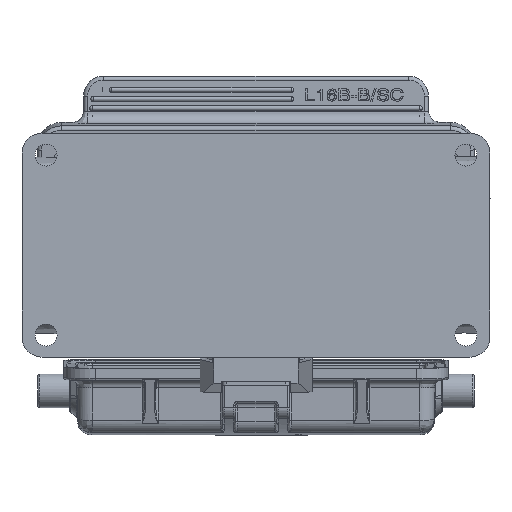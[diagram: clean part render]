
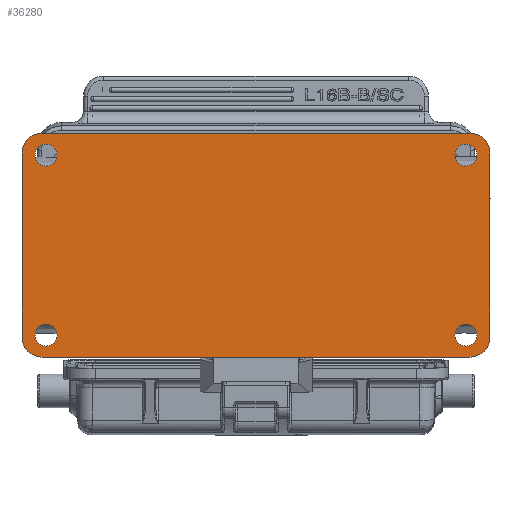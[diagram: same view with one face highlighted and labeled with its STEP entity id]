
A CAD part, front view. The second image highlights one B-rep face of the part: STEP entity #36280.
In plain terms, the highlighted planar face has unit normal (0, -1, 0).
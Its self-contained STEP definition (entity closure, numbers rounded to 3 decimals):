
#2460=DIRECTION('',(0.,0.,-1.));
#2461=VECTOR('',#2460,46.);
#2462=CARTESIAN_POINT('',(1.,0.,-5.));
#2463=LINE('',#2462,#2461);
#3870=DIRECTION('',(0.,0.,1.));
#3871=VECTOR('',#3870,46.);
#3872=CARTESIAN_POINT('',(118.,0.,-51.));
#3873=LINE('',#3872,#3871);
#3892=DIRECTION('',(-1.,0.,0.));
#3893=VECTOR('',#3892,107.);
#3894=CARTESIAN_POINT('',(113.,0.,0.));
#3895=LINE('',#3894,#3893);
#4871=CARTESIAN_POINT('',(113.,0.,-51.));
#4872=DIRECTION('',(0.,1.,0.));
#4873=DIRECTION('',(1.,0.,0.));
#4874=AXIS2_PLACEMENT_3D('',#4871,#4872,#4873);
#4876=DIRECTION('',(-1.,0.,0.));
#4877=VECTOR('',#4876,107.);
#4878=CARTESIAN_POINT('',(113.,0.,-56.));
#4879=LINE('',#4878,#4877);
#4880=CARTESIAN_POINT('',(6.,0.,-51.));
#4881=DIRECTION('',(0.,1.,0.));
#4882=DIRECTION('',(0.,0.,-1.));
#4883=AXIS2_PLACEMENT_3D('',#4880,#4881,#4882);
#4885=CARTESIAN_POINT('',(6.,0.,-5.));
#4886=DIRECTION('',(0.,1.,0.));
#4887=DIRECTION('',(-1.,0.,0.));
#4888=AXIS2_PLACEMENT_3D('',#4885,#4886,#4887);
#4890=CARTESIAN_POINT('',(113.,0.,-5.));
#4891=DIRECTION('',(0.,1.,0.));
#4892=DIRECTION('',(0.,0.,1.));
#4893=AXIS2_PLACEMENT_3D('',#4890,#4891,#4892);
#4895=CARTESIAN_POINT('',(7.,0.,-5.5));
#4896=DIRECTION('',(0.,-1.,0.));
#4897=DIRECTION('',(0.,0.,1.));
#4898=AXIS2_PLACEMENT_3D('',#4895,#4896,#4897);
#4900=CARTESIAN_POINT('',(7.,0.,-5.5));
#4901=DIRECTION('',(0.,-1.,0.));
#4902=DIRECTION('',(0.,0.,-1.));
#4903=AXIS2_PLACEMENT_3D('',#4900,#4901,#4902);
#4905=CARTESIAN_POINT('',(7.,0.,-50.5));
#4906=DIRECTION('',(0.,-1.,0.));
#4907=DIRECTION('',(0.,0.,1.));
#4908=AXIS2_PLACEMENT_3D('',#4905,#4906,#4907);
#4910=CARTESIAN_POINT('',(7.,0.,-50.5));
#4911=DIRECTION('',(0.,-1.,0.));
#4912=DIRECTION('',(0.,0.,-1.));
#4913=AXIS2_PLACEMENT_3D('',#4910,#4911,#4912);
#4915=CARTESIAN_POINT('',(112.,0.,-50.5));
#4916=DIRECTION('',(0.,-1.,0.));
#4917=DIRECTION('',(0.,0.,1.));
#4918=AXIS2_PLACEMENT_3D('',#4915,#4916,#4917);
#4920=CARTESIAN_POINT('',(112.,0.,-50.5));
#4921=DIRECTION('',(0.,-1.,0.));
#4922=DIRECTION('',(0.,0.,-1.));
#4923=AXIS2_PLACEMENT_3D('',#4920,#4921,#4922);
#4925=CARTESIAN_POINT('',(112.,0.,-5.5));
#4926=DIRECTION('',(0.,-1.,0.));
#4927=DIRECTION('',(0.,0.,1.));
#4928=AXIS2_PLACEMENT_3D('',#4925,#4926,#4927);
#4930=CARTESIAN_POINT('',(112.,0.,-5.5));
#4931=DIRECTION('',(0.,-1.,0.));
#4932=DIRECTION('',(0.,0.,-1.));
#4933=AXIS2_PLACEMENT_3D('',#4930,#4931,#4932);
#23447=CARTESIAN_POINT('',(1.,0.,-5.));
#23448=VERTEX_POINT('',#23447);
#23449=CARTESIAN_POINT('',(1.,0.,-51.));
#23450=VERTEX_POINT('',#23449);
#23721=CARTESIAN_POINT('',(118.,0.,-5.));
#23723=VERTEX_POINT('',#23721);
#23747=CARTESIAN_POINT('',(118.,0.,-51.));
#23748=VERTEX_POINT('',#23747);
#23749=CARTESIAN_POINT('',(113.,0.,0.));
#23751=VERTEX_POINT('',#23749);
#23755=CARTESIAN_POINT('',(6.,0.,0.));
#23756=VERTEX_POINT('',#23755);
#23862=CARTESIAN_POINT('',(6.,0.,-56.));
#23863=VERTEX_POINT('',#23862);
#23864=CARTESIAN_POINT('',(113.,0.,-56.));
#23865=VERTEX_POINT('',#23864);
#23866=CARTESIAN_POINT('',(7.,0.,-2.75));
#23867=CARTESIAN_POINT('',(7.,0.,-8.25));
#23868=VERTEX_POINT('',#23866);
#23869=VERTEX_POINT('',#23867);
#23870=CARTESIAN_POINT('',(7.,0.,-47.75));
#23871=CARTESIAN_POINT('',(7.,0.,-53.25));
#23872=VERTEX_POINT('',#23870);
#23873=VERTEX_POINT('',#23871);
#23874=CARTESIAN_POINT('',(112.,0.,-47.75));
#23875=CARTESIAN_POINT('',(112.,0.,-53.25));
#23876=VERTEX_POINT('',#23874);
#23877=VERTEX_POINT('',#23875);
#23878=CARTESIAN_POINT('',(112.,0.,-2.75));
#23879=CARTESIAN_POINT('',(112.,0.,-8.25));
#23880=VERTEX_POINT('',#23878);
#23881=VERTEX_POINT('',#23879);
#36240=CARTESIAN_POINT('',(59.5,0.,-28.));
#36241=DIRECTION('',(0.,1.,0.));
#36242=DIRECTION('',(0.,0.,1.));
#36243=AXIS2_PLACEMENT_3D('',#36240,#36241,#36242);
#36244=PLANE('',#36243);
#36245=ORIENTED_EDGE('',*,*,#33365,.F.);
#36246=ORIENTED_EDGE('',*,*,#36235,.T.);
#36247=ORIENTED_EDGE('',*,*,#36222,.T.);
#36248=ORIENTED_EDGE('',*,*,#36208,.T.);
#36249=ORIENTED_EDGE('',*,*,#30927,.F.);
#36251=ORIENTED_EDGE('',*,*,#36250,.T.);
#36252=ORIENTED_EDGE('',*,*,#33398,.F.);
#36253=ORIENTED_EDGE('',*,*,#33385,.T.);
#36254=EDGE_LOOP('',(#36245,#36246,#36247,#36248,#36249,#36251,#36252,#36253));
#36255=FACE_OUTER_BOUND('',#36254,.F.);
#36257=ORIENTED_EDGE('',*,*,#36256,.T.);
#36259=ORIENTED_EDGE('',*,*,#36258,.T.);
#36260=EDGE_LOOP('',(#36257,#36259));
#36261=FACE_BOUND('',#36260,.F.);
#36263=ORIENTED_EDGE('',*,*,#36262,.T.);
#36265=ORIENTED_EDGE('',*,*,#36264,.T.);
#36266=EDGE_LOOP('',(#36263,#36265));
#36267=FACE_BOUND('',#36266,.F.);
#36269=ORIENTED_EDGE('',*,*,#36268,.T.);
#36271=ORIENTED_EDGE('',*,*,#36270,.T.);
#36272=EDGE_LOOP('',(#36269,#36271));
#36273=FACE_BOUND('',#36272,.F.);
#36275=ORIENTED_EDGE('',*,*,#36274,.T.);
#36277=ORIENTED_EDGE('',*,*,#36276,.T.);
#36278=EDGE_LOOP('',(#36275,#36277));
#36279=FACE_BOUND('',#36278,.F.);
#4875=CIRCLE('',#4874,5.);
#4884=CIRCLE('',#4883,5.);
#4889=CIRCLE('',#4888,5.);
#4894=CIRCLE('',#4893,5.);
#4899=CIRCLE('',#4898,2.75);
#4904=CIRCLE('',#4903,2.75);
#4909=CIRCLE('',#4908,2.75);
#4914=CIRCLE('',#4913,2.75);
#4919=CIRCLE('',#4918,2.75);
#4924=CIRCLE('',#4923,2.75);
#4929=CIRCLE('',#4928,2.75);
#4934=CIRCLE('',#4933,2.75);
#30927=EDGE_CURVE('',#23448,#23450,#2463,.T.);
#33365=EDGE_CURVE('',#23748,#23723,#3873,.T.);
#33385=EDGE_CURVE('',#23751,#23723,#4894,.T.);
#33398=EDGE_CURVE('',#23751,#23756,#3895,.T.);
#36208=EDGE_CURVE('',#23863,#23450,#4884,.T.);
#36222=EDGE_CURVE('',#23865,#23863,#4879,.T.);
#36235=EDGE_CURVE('',#23748,#23865,#4875,.T.);
#36250=EDGE_CURVE('',#23448,#23756,#4889,.T.);
#36256=EDGE_CURVE('',#23868,#23869,#4899,.T.);
#36258=EDGE_CURVE('',#23869,#23868,#4904,.T.);
#36262=EDGE_CURVE('',#23872,#23873,#4909,.T.);
#36264=EDGE_CURVE('',#23873,#23872,#4914,.T.);
#36268=EDGE_CURVE('',#23876,#23877,#4919,.T.);
#36270=EDGE_CURVE('',#23877,#23876,#4924,.T.);
#36274=EDGE_CURVE('',#23880,#23881,#4929,.T.);
#36276=EDGE_CURVE('',#23881,#23880,#4934,.T.);
#36280=ADVANCED_FACE('',(#36255,#36261,#36267,#36273,#36279),#36244,.F.);
